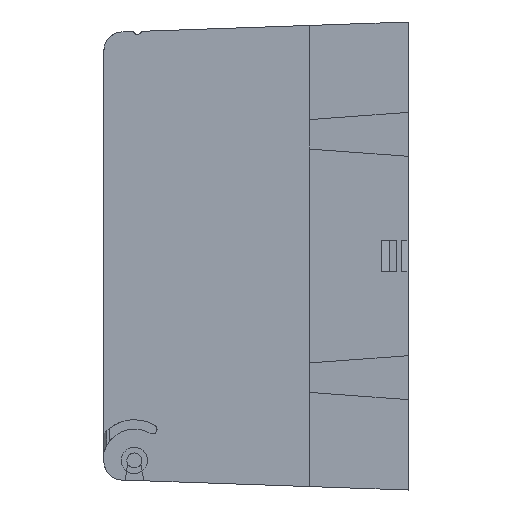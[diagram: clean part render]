
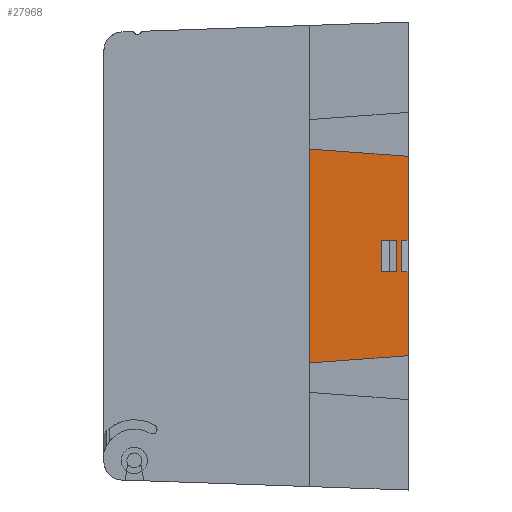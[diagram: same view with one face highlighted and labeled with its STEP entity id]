
A CAD part, left-side view. The second image highlights one B-rep face of the part: STEP entity #27968.
In plain terms, the highlighted planar face has unit normal (1, 0, 0).
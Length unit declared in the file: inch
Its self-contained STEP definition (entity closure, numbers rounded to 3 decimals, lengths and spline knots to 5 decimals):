
#729 = DIRECTION ( 'NONE',  ( 0., 1., 0. ) ) ;
#733 = VECTOR ( 'NONE', #729, 39.37008 ) ;
#1694 = EDGE_LOOP ( 'NONE', ( #66537, #22752, #84592, #5777, #110723, #102179, #2311, #84874 ) ) ;
#2311 = ORIENTED_EDGE ( 'NONE', *, *, #9713, .F. ) ;
#4470 = DIRECTION ( 'NONE',  ( 0., 0., 1. ) ) ;
#4967 = DIRECTION ( 'NONE',  ( 0., 0., 1. ) ) ;
#5777 = ORIENTED_EDGE ( 'NONE', *, *, #26902, .F. ) ;
#9120 = CARTESIAN_POINT ( 'NONE',  ( -4.2875, 1.05, -4.87979 ) ) ;
#9713 = EDGE_CURVE ( 'NONE', #98907, #54263, #88069, .T. ) ;
#10918 = DIRECTION ( 'NONE',  ( 0., 0., 1. ) ) ;
#13301 = DIRECTION ( 'NONE',  ( 0., 0.997, 0.074 ) ) ;
#13506 = VECTOR ( 'NONE', #97385, 39.37008 ) ;
#13567 = PLANE ( 'NONE',  #108098 ) ;
#14248 = VECTOR ( 'NONE', #26066, 39.37008 ) ;
#14265 = EDGE_CURVE ( 'NONE', #20192, #25055, #86699, .T. ) ;
#18057 = EDGE_CURVE ( 'NONE', #70975, #63756, #95325, .T. ) ;
#18062 = CARTESIAN_POINT ( 'NONE',  ( -4.2875, 0., 1.065 ) ) ;
#18065 = DIRECTION ( 'NONE',  ( 0., 0., -1. ) ) ;
#18294 = FACE_BOUND ( 'NONE', #67607, .T. ) ;
#19965 = VECTOR ( 'NONE', #27037, 39.37008 ) ;
#20009 = VERTEX_POINT ( 'NONE', #88018 ) ;
#20192 = VERTEX_POINT ( 'NONE', #18062 ) ;
#21109 = EDGE_CURVE ( 'NONE', #63756, #98907, #55473, .T. ) ;
#22752 = ORIENTED_EDGE ( 'NONE', *, *, #101326, .F. ) ;
#25055 = VERTEX_POINT ( 'NONE', #63220 ) ;
#25271 = CARTESIAN_POINT ( 'NONE',  ( -4.2875, 1.05, -1.14282 ) ) ;
#26053 = VERTEX_POINT ( 'NONE', #74213 ) ;
#26066 = DIRECTION ( 'NONE',  ( 0., -1., 0. ) ) ;
#26902 = EDGE_CURVE ( 'NONE', #25055, #61379, #96600, .T. ) ;
#27037 = DIRECTION ( 'NONE',  ( 0., -1., 0. ) ) ;
#27583 = EDGE_CURVE ( 'NONE', #105796, #26053, #82440, .T. ) ;
#27968 = ADVANCED_FACE ( 'NONE', ( #18294, #39155 ), #13567, .F. ) ;
#32185 = EDGE_CURVE ( 'NONE', #26053, #41919, #58505, .T. ) ;
#33375 = CARTESIAN_POINT ( 'NONE',  ( -4.2875, 0.12, -2.21333 ) ) ;
#33871 = CARTESIAN_POINT ( 'NONE',  ( -4.2875, 0., -2.25 ) ) ;
#35076 = CARTESIAN_POINT ( 'NONE',  ( -4.2875, 1.05, 0.17 ) ) ;
#37671 = CARTESIAN_POINT ( 'NONE',  ( -4.2875, 0.2816, -0.17 ) ) ;
#38532 = EDGE_CURVE ( 'NONE', #41919, #67312, #108090, .T. ) ;
#39155 = FACE_OUTER_BOUND ( 'NONE', #1694, .T. ) ;
#41076 = ORIENTED_EDGE ( 'NONE', *, *, #32185, .F. ) ;
#41919 = VERTEX_POINT ( 'NONE', #80630 ) ;
#42609 = ORIENTED_EDGE ( 'NONE', *, *, #27583, .F. ) ;
#43936 = EDGE_CURVE ( 'NONE', #67312, #105796, #62998, .T. ) ;
#47519 = ORIENTED_EDGE ( 'NONE', *, *, #38532, .F. ) ;
#54263 = VERTEX_POINT ( 'NONE', #75930 ) ;
#55473 = LINE ( 'NONE', #82040, #99948 ) ;
#58271 = DIRECTION ( 'NONE',  ( -1., 0., 0. ) ) ;
#58505 = LINE ( 'NONE', #33375, #100243 ) ;
#61248 = LINE ( 'NONE', #33871, #105763 ) ;
#61379 = VERTEX_POINT ( 'NONE', #89805 ) ;
#61664 = CARTESIAN_POINT ( 'NONE',  ( -4.2875, 0.2816, 0.17 ) ) ;
#62998 = LINE ( 'NONE', #70623, #83879 ) ;
#63220 = CARTESIAN_POINT ( 'NONE',  ( -4.2875, 1.05, 1.14282 ) ) ;
#63756 = VERTEX_POINT ( 'NONE', #69377 ) ;
#66537 = ORIENTED_EDGE ( 'NONE', *, *, #18057, .F. ) ;
#67298 = LINE ( 'NONE', #25271, #111825 ) ;
#67312 = VERTEX_POINT ( 'NONE', #37671 ) ;
#67607 = EDGE_LOOP ( 'NONE', ( #47519, #41076, #42609, #71619 ) ) ;
#69377 = CARTESIAN_POINT ( 'NONE',  ( -4.2875, 0.07, -0.17 ) ) ;
#70623 = CARTESIAN_POINT ( 'NONE',  ( -4.2875, 0.2816, -2.21333 ) ) ;
#70907 = CARTESIAN_POINT ( 'NONE',  ( -4.2875, 1.05, -0.17 ) ) ;
#70975 = VERTEX_POINT ( 'NONE', #79395 ) ;
#71619 = ORIENTED_EDGE ( 'NONE', *, *, #43936, .F. ) ;
#72923 = VECTOR ( 'NONE', #18065, 39.37008 ) ;
#74213 = CARTESIAN_POINT ( 'NONE',  ( -4.2875, 0.12, 0.17 ) ) ;
#75224 = CARTESIAN_POINT ( 'NONE',  ( -4.2875, 0., -2.25 ) ) ;
#75930 = CARTESIAN_POINT ( 'NONE',  ( -4.2875, 0., 0.17 ) ) ;
#76432 = EDGE_CURVE ( 'NONE', #61379, #20009, #67298, .T. ) ;
#79395 = CARTESIAN_POINT ( 'NONE',  ( -4.2875, 0., -0.17 ) ) ;
#80332 = CARTESIAN_POINT ( 'NONE',  ( -4.2875, 1.05, 0.17 ) ) ;
#80630 = CARTESIAN_POINT ( 'NONE',  ( -4.2875, 0.12, -0.17 ) ) ;
#82040 = CARTESIAN_POINT ( 'NONE',  ( -4.2875, 0.07, -2.21333 ) ) ;
#82440 = LINE ( 'NONE', #35076, #14248 ) ;
#83879 = VECTOR ( 'NONE', #114933, 39.37008 ) ;
#84592 = ORIENTED_EDGE ( 'NONE', *, *, #76432, .F. ) ;
#84874 = ORIENTED_EDGE ( 'NONE', *, *, #21109, .F. ) ;
#85759 = EDGE_CURVE ( 'NONE', #54263, #20192, #91970, .T. ) ;
#86699 = LINE ( 'NONE', #101928, #107626 ) ;
#87475 = DIRECTION ( 'NONE',  ( 0., -0.997, 0.074 ) ) ;
#88018 = CARTESIAN_POINT ( 'NONE',  ( -4.2875, 0., -1.065 ) ) ;
#88069 = LINE ( 'NONE', #80332, #19965 ) ;
#89157 = VECTOR ( 'NONE', #4470, 39.37008 ) ;
#89805 = CARTESIAN_POINT ( 'NONE',  ( -4.2875, 1.05, -1.14282 ) ) ;
#91970 = LINE ( 'NONE', #75224, #89157 ) ;
#95325 = LINE ( 'NONE', #107258, #733 ) ;
#96514 = CARTESIAN_POINT ( 'NONE',  ( -4.2875, 0.07, 0.17 ) ) ;
#96600 = LINE ( 'NONE', #9120, #72923 ) ;
#97385 = DIRECTION ( 'NONE',  ( 0., 1., 0. ) ) ;
#98907 = VERTEX_POINT ( 'NONE', #96514 ) ;
#99948 = VECTOR ( 'NONE', #10918, 39.37008 ) ;
#100243 = VECTOR ( 'NONE', #113344, 39.37008 ) ;
#101326 = EDGE_CURVE ( 'NONE', #20009, #70975, #61248, .T. ) ;
#101928 = CARTESIAN_POINT ( 'NONE',  ( -4.2875, 0., 1.065 ) ) ;
#102179 = ORIENTED_EDGE ( 'NONE', *, *, #85759, .F. ) ;
#105763 = VECTOR ( 'NONE', #113873, 39.37008 ) ;
#105796 = VERTEX_POINT ( 'NONE', #61664 ) ;
#107258 = CARTESIAN_POINT ( 'NONE',  ( -4.2875, 1.05, -0.17 ) ) ;
#107626 = VECTOR ( 'NONE', #13301, 39.37008 ) ;
#108090 = LINE ( 'NONE', #70907, #13506 ) ;
#108098 = AXIS2_PLACEMENT_3D ( 'NONE', #111478, #58271, #4967 ) ;
#110723 = ORIENTED_EDGE ( 'NONE', *, *, #14265, .F. ) ;
#111478 = CARTESIAN_POINT ( 'NONE',  ( -4.2875, 1.05, -2.21333 ) ) ;
#111825 = VECTOR ( 'NONE', #87475, 39.37008 ) ;
#113344 = DIRECTION ( 'NONE',  ( 0., 0., -1. ) ) ;
#113873 = DIRECTION ( 'NONE',  ( 0., 0., 1. ) ) ;
#114933 = DIRECTION ( 'NONE',  ( 0., 0., 1. ) ) ;
